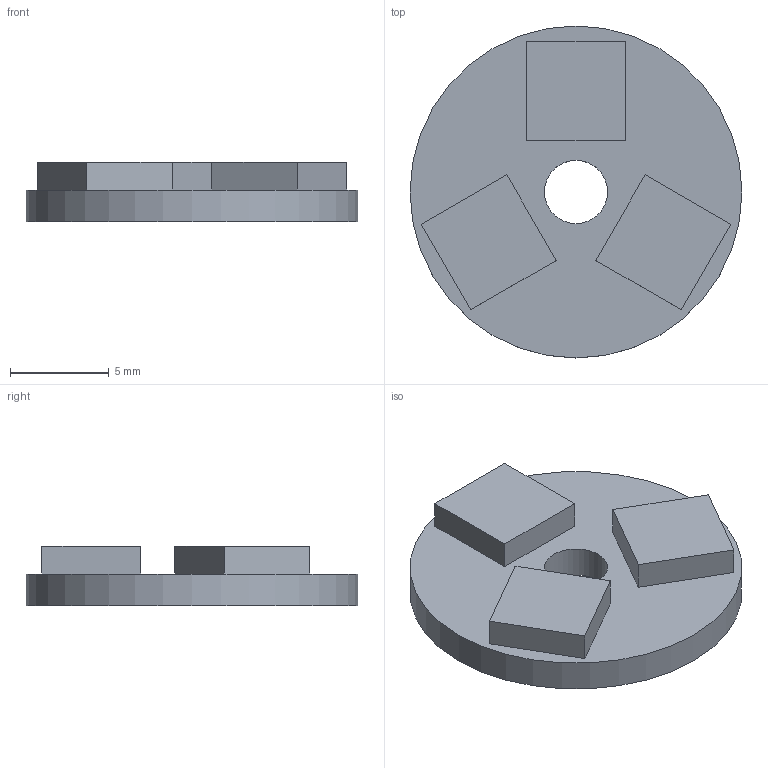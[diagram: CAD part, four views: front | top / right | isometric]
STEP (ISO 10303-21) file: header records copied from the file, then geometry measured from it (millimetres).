
FILE_DESCRIPTION(/* description */ (''),/* implementation_level */ '2;1');
FILE_NAME(/* name */ 'LED ring v1.step',/* time_stamp */ '2023-05-06T21:27:25+02:00',/* author */ (''),/* organization */ (''),/* preprocessor_version */ 'ST-DEVELOPER v19.2',/* originating_system */ 'Autodesk Translation Framework v12.4.0.73',/* authorisation */ '');
FILE_SCHEMA (('AUTOMOTIVE_DESIGN { 1 0 10303 214 3 1 1 }'));
Length unit declared in the file: millimetre
Products named in the file (1): LED ring
Bounding box: 16.8 x 16.8 x 3 mm (x, y, z)
Volume: 446.8 mm3; surface area: 611.8 mm2
Topology: 1 solids, 1 shells, 19 faces, 42 edges, 28 vertices
Faces by surface type: plane 17, cylinder 2
Full cylindrical faces by diameter (mm): 3.2 x1, 16.8 x1
Entity records: 557 total; most frequent: CARTESIAN_POINT 90, DIRECTION 86, ORIENTED_EDGE 84, EDGE_CURVE 42, LINE 38, VECTOR 38, VERTEX_POINT 28, EDGE_LOOP 24
